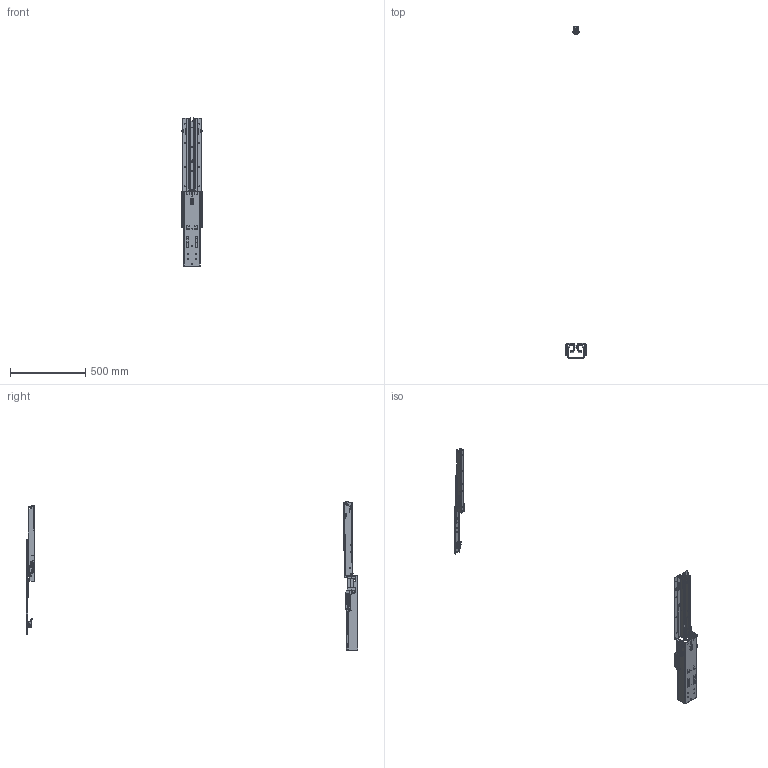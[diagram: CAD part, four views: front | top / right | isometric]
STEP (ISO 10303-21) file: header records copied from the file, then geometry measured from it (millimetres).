
FILE_DESCRIPTION (( 'STEP AP214' ), '1' );
FILE_NAME ('FR_777_A.0500mm_20inch_open.STEP', '2022-11-16T09:46:44', ( '' ), ( '' ), 'SwSTEP 2.0', 'SolidWorks 2020', '' );
FILE_SCHEMA (( 'AUTOMOTIVE_DESIGN' ));
Length unit declared in the file: millimetre
Products named in the file (29): 777A.XXX-07.0000_NL  500 ausgefahren Stellung 1; N61-187_M 8 x  6,5 - (din913); SM-041.re_ausgefahren; 719.XXX-01.L406_NL  400 ohne Zentrierlappen; SE-013_014_links; 719.XXX-GA.L406_NL  400 ausgefahren; 777.XXX-01.S228_NL  500; AV-005.re; 777.XXX-04.S083_ 500mm; SM-041_ausgefahren; SE-089_rechts; 01-anschlag.L406_standard; 777A.XXX-01.0000_NL  500 ausgefahren; 777.XXX-03.S084.re_NL  500; 875.02-125_126_rechts; SE-013_014_rechts; 777.XXX-R4.0000_NL =  500; 777A.XXX-07.S240_NL  500; 875.02-125_126_links; 777.XXX-03.S084_NL  500; 777.XXX-04.S083.re_NL= 500mm; FR_777_A.0500mm_20inch_open; SE-089_links; 777.XXX-R3.0000_NL  500; 875.01-125_zunge (ind. "b"); AT-048; 719.XXX-02.L406_NL  400; E31-030_030vernietet; AV-005.li
Assembly tree (31 placements, depth 4):
  FR_777_A.0500mm_20inch_open
    777A.XXX-01.0000_NL  500 ausgefahren
      777.XXX-01.S228_NL  500
      SM-041_ausgefahren
        SE-089_links
      SM-041.re_ausgefahren
        SE-089_rechts
    777.XXX-R3.0000_NL  500
      777.XXX-03.S084_NL  500
      777.XXX-03.S084.re_NL  500
    777.XXX-R4.0000_NL =  500
      777.XXX-04.S083_ 500mm
      E31-030_030vernietet  x2
      777.XXX-04.S083.re_NL= 500mm
    875.02-125_126_rechts
      875.01-125_zunge (ind. "b")
      N61-187_M 8 x  6,5 - (din913)
      SE-013_014_rechts
    875.02-125_126_links
      875.01-125_zunge (ind. "b")
      N61-187_M 8 x  6,5 - (din913)
      SE-013_014_links
    719.XXX-GA.L406_NL  400 ausgefahren
      719.XXX-01.L406_NL  400 ohne Zentrierlappen
      01-anschlag.L406_standard
      719.XXX-02.L406_NL  400
      AT-048
    777A.XXX-07.0000_NL  500 ausgefahren Stellung 1
      777A.XXX-07.S240_NL  500
      AV-005.re
      AV-005.li
Bounding box: 145.1 x 2200.6 x 981.55 mm (x, y, z)
Volume: 1103156 mm3; surface area: 941778.5 mm2
Topology: 22 solids, 22 shells, 7430 faces, 19472 edges, 11955 vertices
Faces by surface type: plane 2851, cylinder 2705, bspline 1191, sphere 248, torus 237, cone 198
Entity records: 264606 total; most frequent: CARTESIAN_POINT 98010, ORIENTED_EDGE 37654, DIRECTION 31018, EDGE_CURVE 18827, VERTEX_POINT 11701, LINE 10456, VECTOR 10456, AXIS2_PLACEMENT_3D 10281
